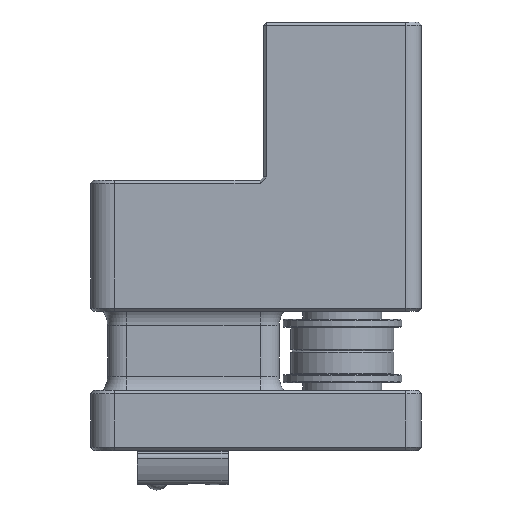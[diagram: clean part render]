
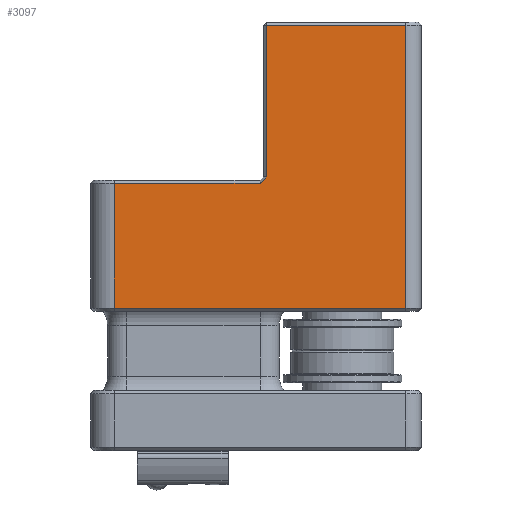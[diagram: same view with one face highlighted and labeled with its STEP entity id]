
A CAD part, left-side view. The second image highlights one B-rep face of the part: STEP entity #3097.
In plain terms, the highlighted planar face has unit normal (-1, 0, 0).
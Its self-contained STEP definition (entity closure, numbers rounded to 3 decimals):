
#297=LINE('',#5422,#512);
#298=LINE('',#5424,#513);
#299=LINE('',#5426,#514);
#300=LINE('',#5428,#515);
#301=LINE('',#5430,#516);
#302=LINE('',#5432,#517);
#303=LINE('',#5433,#518);
#512=VECTOR('',#4158,1000.);
#513=VECTOR('',#4159,1000.);
#514=VECTOR('',#4160,1000.);
#515=VECTOR('',#4161,1000.);
#516=VECTOR('',#4162,1000.);
#517=VECTOR('',#4163,1000.);
#518=VECTOR('',#4164,1000.);
#776=FACE_OUTER_BOUND('',#979,.T.);
#979=EDGE_LOOP('',(#2437,#2438,#2439,#2440,#2441,#2442,#2443));
#1428=VERTEX_POINT('',#5420);
#1429=VERTEX_POINT('',#5421);
#1430=VERTEX_POINT('',#5423);
#1431=VERTEX_POINT('',#5425);
#1432=VERTEX_POINT('',#5427);
#1433=VERTEX_POINT('',#5429);
#1434=VERTEX_POINT('',#5431);
#1784=EDGE_CURVE('',#1428,#1429,#297,.T.);
#1785=EDGE_CURVE('',#1429,#1430,#298,.T.);
#1786=EDGE_CURVE('',#1430,#1431,#299,.F.);
#1787=EDGE_CURVE('',#1431,#1432,#300,.T.);
#1788=EDGE_CURVE('',#1432,#1433,#301,.T.);
#1789=EDGE_CURVE('',#1434,#1433,#302,.T.);
#1790=EDGE_CURVE('',#1434,#1428,#303,.T.);
#2437=ORIENTED_EDGE('',*,*,#1784,.T.);
#2438=ORIENTED_EDGE('',*,*,#1785,.T.);
#2439=ORIENTED_EDGE('',*,*,#1786,.T.);
#2440=ORIENTED_EDGE('',*,*,#1787,.T.);
#2441=ORIENTED_EDGE('',*,*,#1788,.T.);
#2442=ORIENTED_EDGE('',*,*,#1789,.F.);
#2443=ORIENTED_EDGE('',*,*,#1790,.T.);
#2963=PLANE('',#3476);
#3097=ADVANCED_FACE('',(#776),#2963,.F.);
#3476=AXIS2_PLACEMENT_3D('',#5419,#4156,#4157);
#4156=DIRECTION('center_axis',(1.,0.,0.));
#4157=DIRECTION('ref_axis',(0.,0.,-1.));
#4158=DIRECTION('',(0.,0.,-1.));
#4159=DIRECTION('',(0.,-1.,0.));
#4160=DIRECTION('',(0.,0.,-1.));
#4161=DIRECTION('',(0.,1.,0.));
#4162=DIRECTION('',(0.,0.,-1.));
#4163=DIRECTION('',(0.,-0.707,0.707));
#4164=DIRECTION('',(0.,1.,0.));
#5419=CARTESIAN_POINT('Origin',(0.,22.024,54.2));
#5420=CARTESIAN_POINT('',(0.,38.851,33.8));
#5421=CARTESIAN_POINT('',(0.,38.851,18.));
#5422=CARTESIAN_POINT('',(0.,38.851,54.2));
#5423=CARTESIAN_POINT('',(0.,2.,18.));
#5424=CARTESIAN_POINT('',(0.,22.024,18.));
#5425=CARTESIAN_POINT('',(0.,2.,53.8));
#5426=CARTESIAN_POINT('',(0.,2.,54.2));
#5427=CARTESIAN_POINT('',(0.,19.6,53.8));
#5428=CARTESIAN_POINT('',(0.,20.,53.8));
#5429=CARTESIAN_POINT('',(0.,19.6,34.6));
#5430=CARTESIAN_POINT('',(0.,19.6,34.2));
#5431=CARTESIAN_POINT('',(0.,20.4,33.8));
#5432=CARTESIAN_POINT('',(0.,19.6,34.6));
#5433=CARTESIAN_POINT('',(0.,38.851,33.8));
